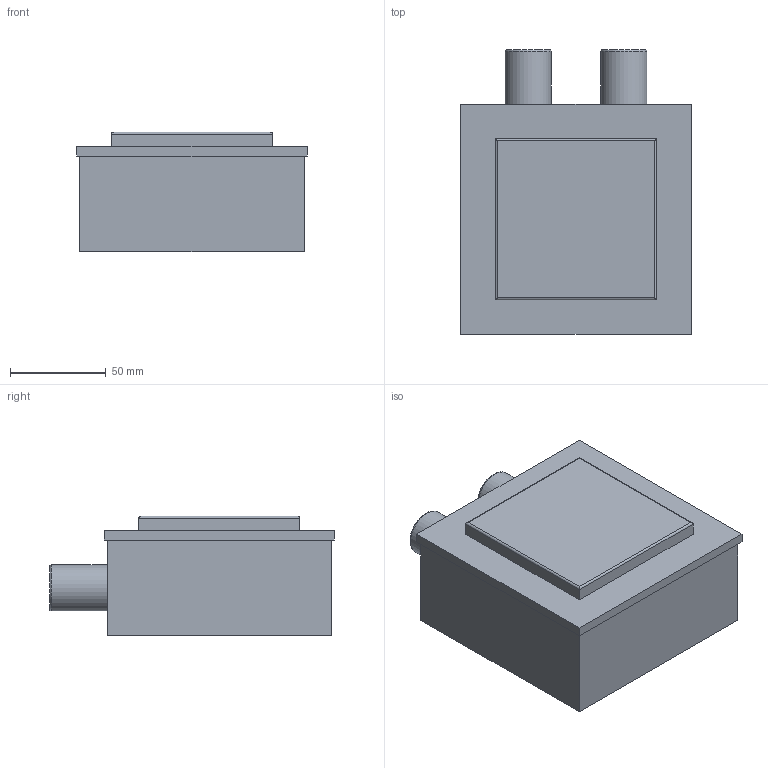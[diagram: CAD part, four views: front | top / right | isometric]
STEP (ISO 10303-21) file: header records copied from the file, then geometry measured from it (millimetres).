
FILE_DESCRIPTION(/* description */ ('Unknown'),/* implementation_level */ '2;1');
FILE_NAME(/* name */ 'SN 804.2 AP',/* time_stamp */ '2020-09-08T13:36:26+02:00',/* author */ ('Unknown'),/* organization */ ('Unknown'),/* preprocessor_version */ 'ST-DEVELOPER v16.7',/* originating_system */ 'Solid Edge',/* authorisation */ 'Unknown');
FILE_SCHEMA (('AUTOMOTIVE_DESIGN {1 0 10303 214 3 1 1}'));
Length unit declared in the file: millimetre
Products named in the file (1): SN 804.2 AP
Bounding box: 120 x 148.5 x 62.5 mm (x, y, z)
Volume: 836409.9 mm3; surface area: 61433.5 mm2
Topology: 1 solids, 1 shells, 26 faces, 56 edges, 36 vertices
Faces by surface type: plane 18, cylinder 6, torus 2
Full cylindrical faces by diameter (mm): 24 x2
Entity records: 690 total; most frequent: DIRECTION 114, CARTESIAN_POINT 111, ORIENTED_EDGE 100, EDGE_CURVE 50, LINE 40, VECTOR 40, AXIS2_PLACEMENT_3D 37, VERTEX_POINT 34
